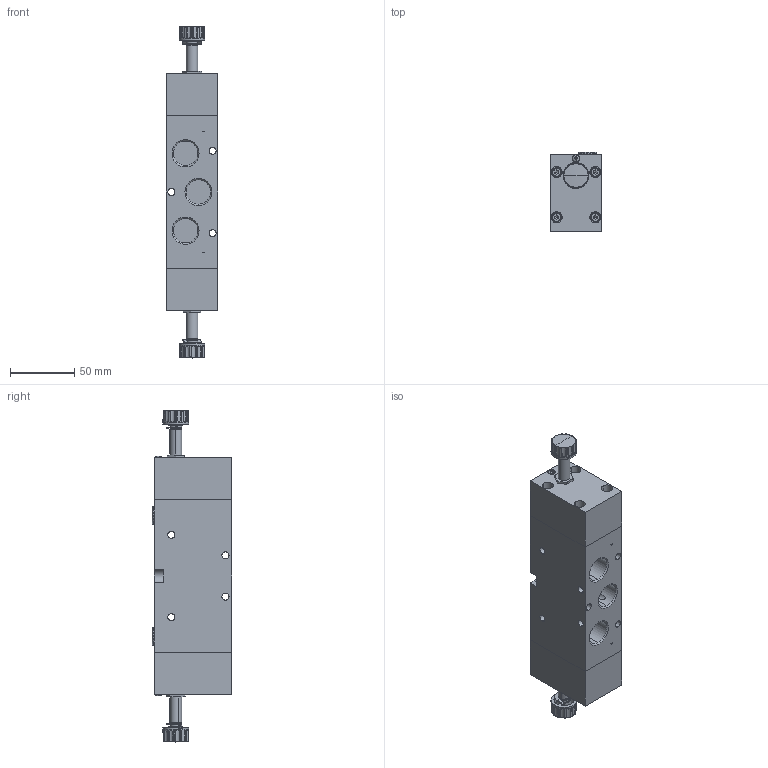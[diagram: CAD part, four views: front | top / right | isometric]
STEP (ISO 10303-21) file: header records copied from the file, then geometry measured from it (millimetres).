
FILE_DESCRIPTION (( 'STEP AP214' ), '1' );
FILE_NAME ('02_011_3.STEP', '2015-12-22T11:04:47', ( '' ), ( '' ), 'SwSTEP 2.0', 'SolidWorks 2016', '' );
FILE_SCHEMA (( 'AUTOMOTIVE_DESIGN' ));
Length unit declared in the file: millimetre
Products named in the file (1): 02_011_3
Bounding box: 40 x 61.5 x 257.4 mm (x, y, z)
Volume: 409810 mm3; surface area: 77594.1 mm2
Topology: 19 solids, 23 shells, 1650 faces, 4236 edges, 2673 vertices
Faces by surface type: cone 624, plane 484, cylinder 402, torus 112, sphere 20, bspline 8
Entity records: 59435 total; most frequent: CARTESIAN_POINT 11451, DIRECTION 8822, ORIENTED_EDGE 8372, EDGE_CURVE 4186, AXIS2_PLACEMENT_3D 3596, VERTEX_POINT 2655, CIRCLE 1953, EDGE_LOOP 1741
